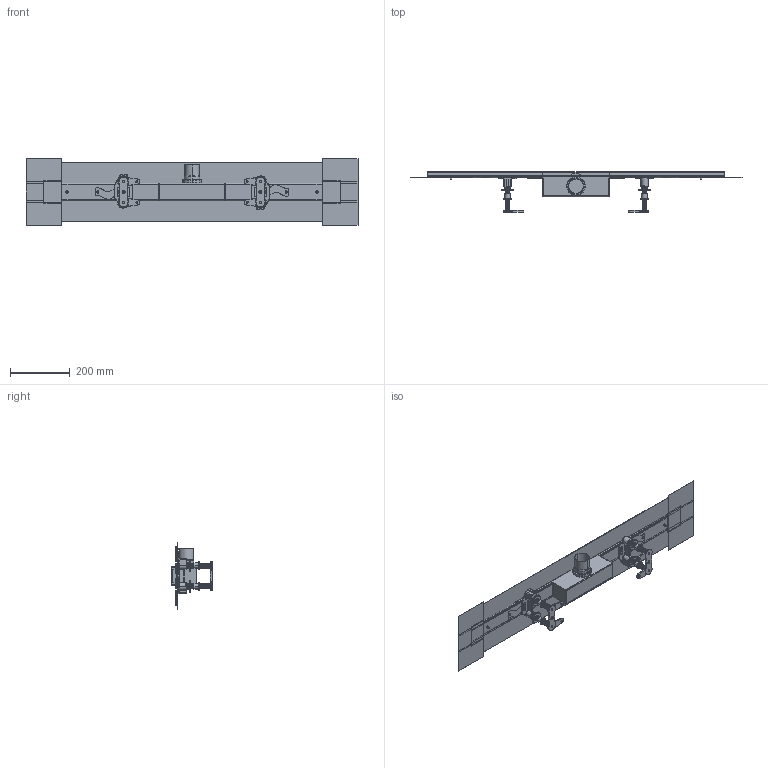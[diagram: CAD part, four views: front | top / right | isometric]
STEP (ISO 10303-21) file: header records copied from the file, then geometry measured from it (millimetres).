
FILE_DESCRIPTION(('CATIA V6 STEP','CAx-IF Rec.Pracs.--- Model Styling and Organization---1.5--- 2016-08-15','CAx-IF Rec.Pracs.---Supplemental Geometry---1.0---2011-11-01','CAx-IF Rec.Pracs.--- Composite Materials ---3.4---2017-06-13','CAx-IF Rec.Pracs.---Tessellated 3D Geometry---1.0---2015-12-17'),'2;1');
FILE_NAME('prd-HG-00225529.stp','2022-06-22T13:26:13+00:00',('none'),('none'),'3DEXPERIENCE Platform3DEXPERIENCE R2021x HotFix 8','3DEXPERIENCE Platform STEP AP242 v2','none');
FILE_SCHEMA(('AP242_MANAGED_MODEL_BASED_3D_ENGINEERING_MIM_LF {1 0 10303 442 1 1 4}'));
Products named in the file (13): P-2_HG_RainDrain_Comp.KS1000_DR_Inst.Sta.BST; P-2_AA150-10-ASS_AF3_ASM; P-2_E0101010810_AF3_ASM; P-2_E01010108XX_2_AF19; P-2_E0101010810_1_AF6; P-2_COMPACT_50; P-2_LASSTIFT_UD_M6X8; P-2_E0106000040_AF38; P-2_E0106000041_ASM; P-2_E0106000041; P-2_E0106000041-2; P-2_AA201-10; V5_P_2_Stellfuss_Modulo
Assembly tree (17 placements, depth 4):
  P-2_HG_RainDrain_Comp.KS1000_DR_Inst.Sta.BST
    P-2_AA150-10-ASS_AF3_ASM
      P-2_E0101010810_AF3_ASM
        P-2_E01010108XX_2_AF19
        P-2_E0101010810_1_AF6  x2
        P-2_COMPACT_50
        P-2_LASSTIFT_UD_M6X8  x2
      P-2_E0106000040_AF38  x2
      P-2_E0106000041_ASM  x2
        P-2_E0106000041
        P-2_E0106000041-2
    P-2_AA201-10
    V5_P_2_Stellfuss_Modulo  x2
Bounding box: 1115.04 x 135.75 x 225 mm (x, y, z)
Volume: 783254.9 mm3; surface area: 1084969.1 mm2
Topology: 15 solids, 15 shells, 2088 faces, 4902 edges, 2878 vertices
Faces by surface type: bspline 556, cone 476, plane 389, torus 346, cylinder 309, sphere 8, extrusion 4
Entity records: 94019 total; most frequent: CARTESIAN_POINT 72165, ORIENTED_EDGE 5228, DIRECTION 3240, EDGE_CURVE 2614, AXIS2_PLACEMENT_3D 1624, VERTEX_POINT 1535, EDGE_LOOP 1157, ADVANCED_FACE 1117
